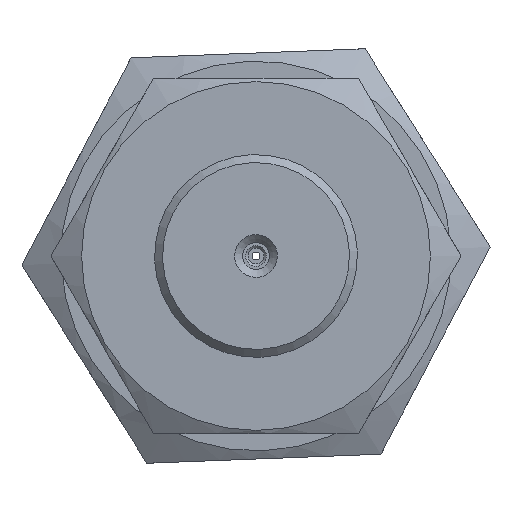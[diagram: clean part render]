
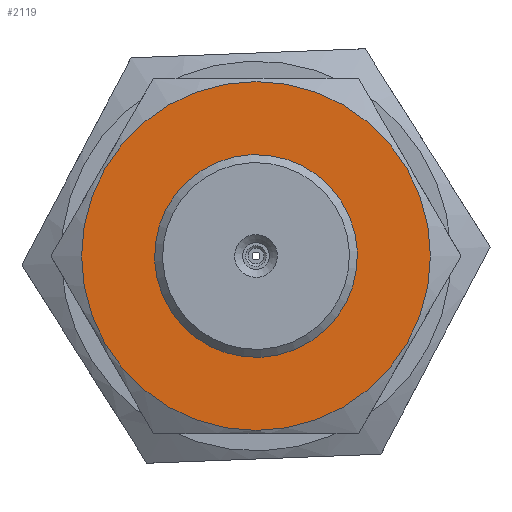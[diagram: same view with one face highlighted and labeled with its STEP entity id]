
A CAD part, left-side view. The second image highlights one B-rep face of the part: STEP entity #2119.
In plain terms, the highlighted planar face has unit normal (-1, 0, 0).
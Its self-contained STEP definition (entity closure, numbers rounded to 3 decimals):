
#1860=CARTESIAN_POINT('',(0.69,7.547,5.898));
#1861=VERTEX_POINT('',#1860);
#1862=CARTESIAN_POINT('',(0.69,6.017,5.898));
#1863=DIRECTION('',(1.0,0.0,0.0));
#1864=DIRECTION('',(0.0,1.0,0.0));
#1865=AXIS2_PLACEMENT_3D('',#1862,#1863,#1864);
#1866=CIRCLE('',#1865,1.53);
#1867=EDGE_CURVE('',#1861,#1861,#1866,.T.);
#2100=CARTESIAN_POINT('',(0.69,9.512,5.898));
#2101=DIRECTION('',(-1.0,0.0,0.0));
#2102=DIRECTION('',(0.0,0.0,1.0));
#2103=AXIS2_PLACEMENT_3D('',#2100,#2101,#2102);
#2104=PLANE('',#2103);
#2105=CARTESIAN_POINT('',(0.69,11.477,5.898));
#2106=VERTEX_POINT('',#2105);
#2107=CARTESIAN_POINT('',(0.69,6.017,5.898));
#2108=DIRECTION('',(1.0,0.0,0.0));
#2109=DIRECTION('',(0.0,1.0,0.0));
#2110=AXIS2_PLACEMENT_3D('',#2107,#2108,#2109);
#2111=CIRCLE('',#2110,5.46);
#2112=EDGE_CURVE('',#2106,#2106,#2111,.T.);
#2113=ORIENTED_EDGE('',*,*,#2112,.F.);
#2114=EDGE_LOOP('',(#2113));
#2115=FACE_OUTER_BOUND('',#2114,.T.);
#2116=ORIENTED_EDGE('',*,*,#1867,.T.);
#2117=EDGE_LOOP('',(#2116));
#2118=FACE_BOUND('',#2117,.T.);
#2119=ADVANCED_FACE('',(#2115,#2118),#2104,.T.);
